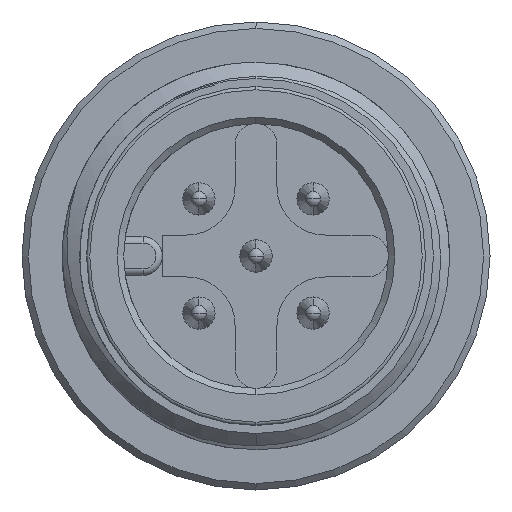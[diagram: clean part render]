
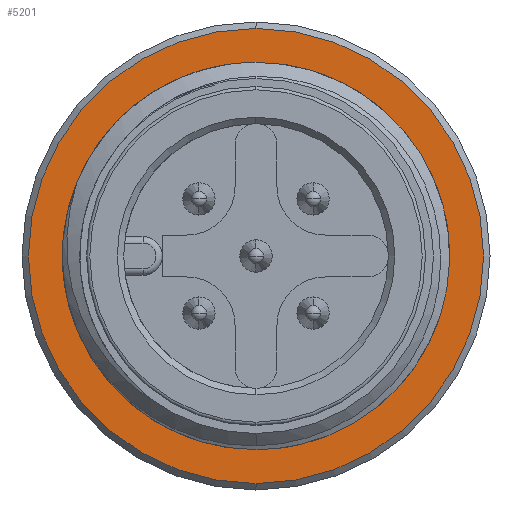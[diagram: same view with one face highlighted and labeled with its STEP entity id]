
A CAD part, left-side view. The second image highlights one B-rep face of the part: STEP entity #5201.
In plain terms, the highlighted planar face has unit normal (-1, 0, 0).
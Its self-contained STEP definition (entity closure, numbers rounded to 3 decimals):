
#427 = AXIS2_PLACEMENT_3D ( 'NONE', #1064, #4492, #4917 ) ;
#479 = DIRECTION ( 'NONE',  ( 0., 0., -1. ) ) ;
#504 = DIRECTION ( 'NONE',  ( -1., 0., 0. ) ) ;
#845 = EDGE_LOOP ( 'NONE', ( #4920, #5479 ) ) ;
#1064 = CARTESIAN_POINT ( 'NONE',  ( 7.3, 0., 0. ) ) ;
#1143 = CIRCLE ( 'NONE', #4776, 7.05 ) ;
#1212 = AXIS2_PLACEMENT_3D ( 'NONE', #4851, #2333, #5347 ) ;
#1225 = EDGE_CURVE ( 'NONE', #3823, #2252, #1778, .T. ) ;
#1297 = VERTEX_POINT ( 'NONE', #3064 ) ;
#1504 = CARTESIAN_POINT ( 'NONE',  ( 7.3, 0., 0. ) ) ;
#1778 = CIRCLE ( 'NONE', #3768, 7.05 ) ;
#2252 = VERTEX_POINT ( 'NONE', #6076 ) ;
#2333 = DIRECTION ( 'NONE',  ( 1., 0., 0. ) ) ;
#2518 = CIRCLE ( 'NONE', #427, 6. ) ;
#2930 = CARTESIAN_POINT ( 'NONE',  ( 7.3, 0., 0. ) ) ;
#2976 = EDGE_CURVE ( 'NONE', #1297, #3868, #2518, .T. ) ;
#3064 = CARTESIAN_POINT ( 'NONE',  ( 7.3, 0., -6. ) ) ;
#3092 = EDGE_CURVE ( 'NONE', #3868, #1297, #6173, .T. ) ;
#3145 = FACE_OUTER_BOUND ( 'NONE', #4189, .T. ) ;
#3586 = DIRECTION ( 'NONE',  ( 0., 0., 1. ) ) ;
#3645 = CARTESIAN_POINT ( 'NONE',  ( 7.3, 0., 7.05 ) ) ;
#3768 = AXIS2_PLACEMENT_3D ( 'NONE', #1504, #4912, #479 ) ;
#3823 = VERTEX_POINT ( 'NONE', #3645 ) ;
#3868 = VERTEX_POINT ( 'NONE', #4633 ) ;
#3918 = EDGE_CURVE ( 'NONE', #2252, #3823, #1143, .T. ) ;
#4077 = CARTESIAN_POINT ( 'NONE',  ( 7.3, 0., 0. ) ) ;
#4189 = EDGE_LOOP ( 'NONE', ( #5997, #5175 ) ) ;
#4355 = FACE_BOUND ( 'NONE', #845, .T. ) ;
#4492 = DIRECTION ( 'NONE',  ( -1., 0., 0. ) ) ;
#4633 = CARTESIAN_POINT ( 'NONE',  ( 7.3, 0., 6. ) ) ;
#4776 = AXIS2_PLACEMENT_3D ( 'NONE', #2930, #504, #4893 ) ;
#4851 = CARTESIAN_POINT ( 'NONE',  ( 7.3, 6., 0. ) ) ;
#4893 = DIRECTION ( 'NONE',  ( 0., 0., -1. ) ) ;
#4912 = DIRECTION ( 'NONE',  ( -1., 0., 0. ) ) ;
#4917 = DIRECTION ( 'NONE',  ( 0., 0., 1. ) ) ;
#4920 = ORIENTED_EDGE ( 'NONE', *, *, #3092, .F. ) ;
#5175 = ORIENTED_EDGE ( 'NONE', *, *, #1225, .T. ) ;
#5201 = ADVANCED_FACE ( 'NONE', ( #3145, #4355 ), #5814, .F. ) ;
#5347 = DIRECTION ( 'NONE',  ( 0., 0., -1. ) ) ;
#5479 = ORIENTED_EDGE ( 'NONE', *, *, #2976, .F. ) ;
#5609 = AXIS2_PLACEMENT_3D ( 'NONE', #4077, #6045, #3586 ) ;
#5814 = PLANE ( 'NONE',  #1212 ) ;
#5997 = ORIENTED_EDGE ( 'NONE', *, *, #3918, .T. ) ;
#6045 = DIRECTION ( 'NONE',  ( -1., 0., 0. ) ) ;
#6076 = CARTESIAN_POINT ( 'NONE',  ( 7.3, 0., -7.05 ) ) ;
#6173 = CIRCLE ( 'NONE', #5609, 6. ) ;
